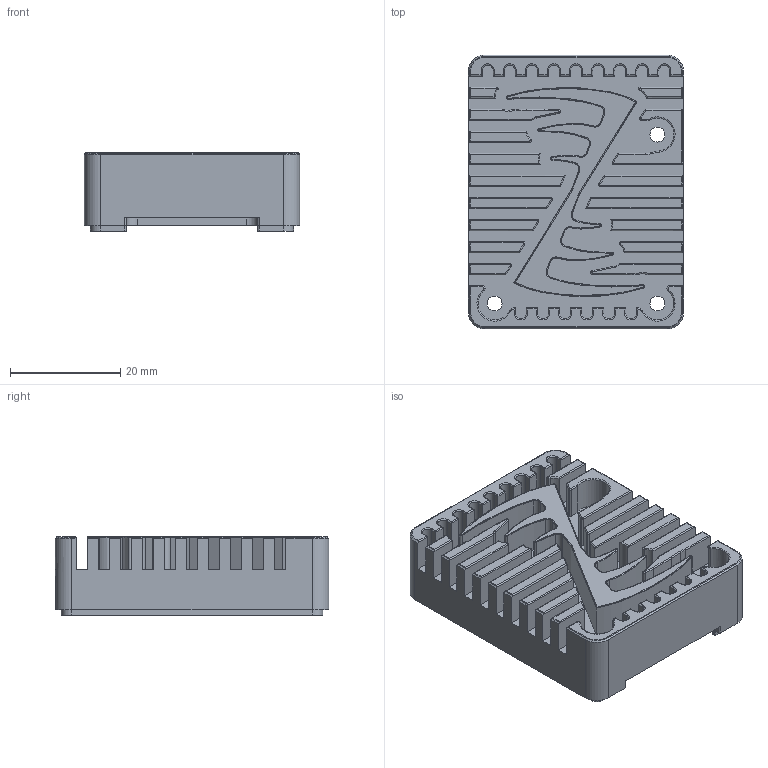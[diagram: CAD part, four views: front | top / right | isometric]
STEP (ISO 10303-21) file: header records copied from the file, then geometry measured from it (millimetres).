
FILE_DESCRIPTION (( 'STEP AP214' ), '1' );
FILE_NAME ('case_top.STEP', '2018-02-14T08:46:26', ( '' ), ( '' ), 'SwSTEP 2.0', 'SolidWorks 2017', '' );
FILE_SCHEMA (( 'AUTOMOTIVE_DESIGN' ));
Length unit declared in the file: millimetre
Products named in the file (2): case_top
Bounding box: 39 x 49.6 x 14.2 mm (x, y, z)
Volume: 13422 mm3; surface area: 11630.9 mm2
Topology: 1 solids, 1 shells, 623 faces, 1612 edges, 993 vertices
Faces by surface type: cylinder 239, plane 205, bspline 83, torus 70, cone 26
Entity records: 24170 total; most frequent: CARTESIAN_POINT 9655, ORIENTED_EDGE 3224, DIRECTION 2824, EDGE_CURVE 1612, VERTEX_POINT 993, AXIS2_PLACEMENT_3D 980, VECTOR 864, LINE 864
